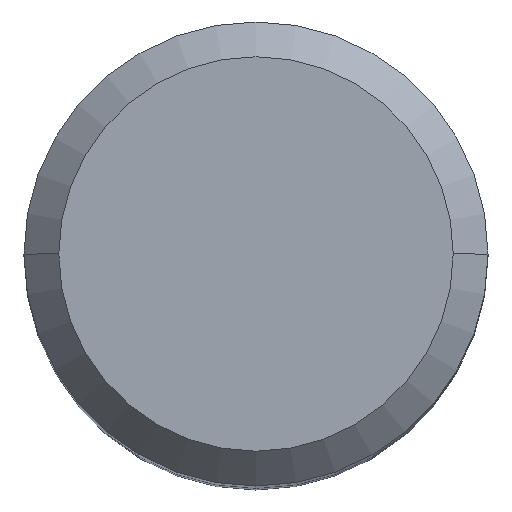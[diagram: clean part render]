
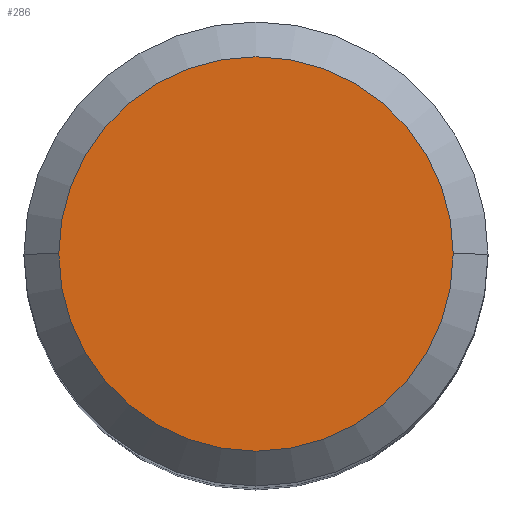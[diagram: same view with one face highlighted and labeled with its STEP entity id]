
A CAD part, top view. The second image highlights one B-rep face of the part: STEP entity #286.
In plain terms, the highlighted planar face has unit normal (0, 0, 1).
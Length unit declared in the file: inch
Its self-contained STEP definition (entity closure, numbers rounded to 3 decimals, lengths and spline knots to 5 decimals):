
#3 = EDGE_CURVE ( 'NONE', #352, #155, #342, .T. ) ;
#5 = CARTESIAN_POINT ( 'NONE',  ( 0., 0., 0. ) ) ;
#32 = CIRCLE ( 'NONE', #178, 0.3012 ) ;
#34 = DIRECTION ( 'NONE',  ( 0., 0., -1. ) ) ;
#151 = DIRECTION ( 'NONE',  ( 0., 0., 1. ) ) ;
#155 = VERTEX_POINT ( 'NONE', #339 ) ;
#166 = CARTESIAN_POINT ( 'NONE',  ( 0., 0., 0. ) ) ;
#169 = AXIS2_PLACEMENT_3D ( 'NONE', #347, #34, #241 ) ;
#178 = AXIS2_PLACEMENT_3D ( 'NONE', #166, #273, #451 ) ;
#179 = EDGE_CURVE ( 'NONE', #155, #352, #32, .T. ) ;
#180 = AXIS2_PLACEMENT_3D ( 'NONE', #5, #151, #357 ) ;
#224 = ORIENTED_EDGE ( 'NONE', *, *, #179, .T. ) ;
#228 = ORIENTED_EDGE ( 'NONE', *, *, #3, .T. ) ;
#241 = DIRECTION ( 'NONE',  ( -1., 0., 0. ) ) ;
#273 = DIRECTION ( 'NONE',  ( 0., 0., 1. ) ) ;
#286 = ADVANCED_FACE ( 'NONE', ( #392 ), #454, .F. ) ;
#307 = EDGE_LOOP ( 'NONE', ( #228, #224 ) ) ;
#339 = CARTESIAN_POINT ( 'NONE',  ( 0.3012, 0., 0. ) ) ;
#342 = CIRCLE ( 'NONE', #180, 0.3012 ) ;
#347 = CARTESIAN_POINT ( 'NONE',  ( 0., 0., 0. ) ) ;
#352 = VERTEX_POINT ( 'NONE', #407 ) ;
#357 = DIRECTION ( 'NONE',  ( 1., 0., 0. ) ) ;
#392 = FACE_OUTER_BOUND ( 'NONE', #307, .T. ) ;
#407 = CARTESIAN_POINT ( 'NONE',  ( -0.3012, 0., 0. ) ) ;
#451 = DIRECTION ( 'NONE',  ( 1., 0., 0. ) ) ;
#454 = PLANE ( 'NONE',  #169 ) ;
